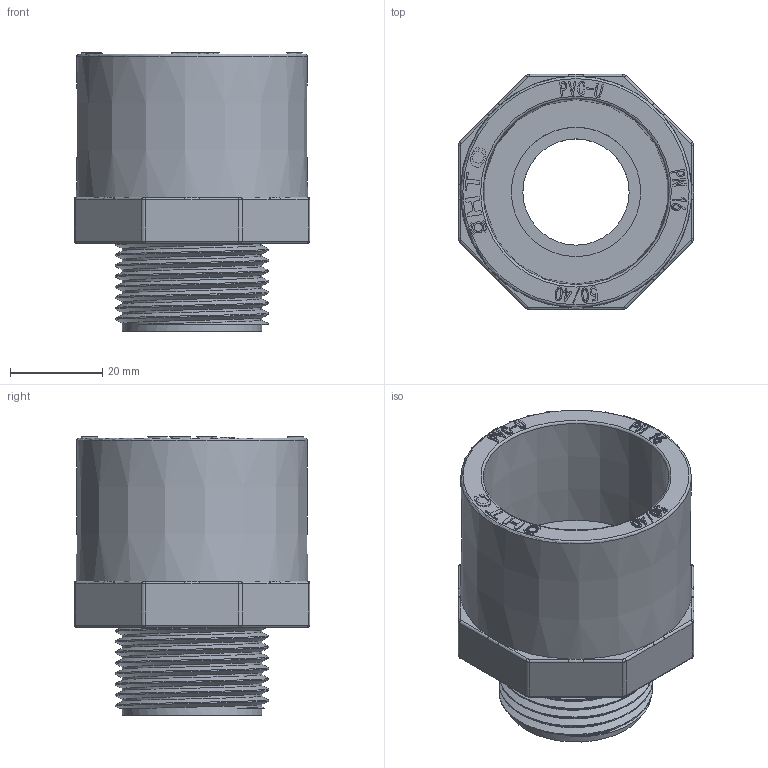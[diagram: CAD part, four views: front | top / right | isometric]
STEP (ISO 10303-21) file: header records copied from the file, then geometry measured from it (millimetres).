
FILE_DESCRIPTION(/* description */ (''),/* implementation_level */ '2;1');
FILE_NAME(/* name */ '40-50X1内外插外螺纹变接头.stp',/* time_stamp */ '2024-03-25T16:18:11+08:00',/* author */ (''),/* organization */ (''),/* preprocessor_version */ 'ST-DEVELOPER v16',/* originating_system */ 'SIEMENS PLM Software NX 10.0',/* authorisation */ '');
FILE_SCHEMA (('AUTOMOTIVE_DESIGN { 1 0 10303 214 3 1 1 1 }'));
Length unit declared in the file: millimetre
Products named in the file (1): gelv1410B640vnul
Bounding box: 51 x 51 x 60.3 mm (x, y, z)
Volume: 47647.4 mm3; surface area: 19326.6 mm2
Topology: 1 solids, 1 shells, 826 faces, 2331 edges, 1537 vertices
Faces by surface type: plane 736, cylinder 50, bspline 26, extrusion 9, torus 3, cone 2
Full cylindrical faces by diameter (mm): 1.821 x1, 2.428 x1, 23 x1, 28 x1, 30.291 x8
Entity records: 31080 total; most frequent: CARTESIAN_POINT 12730, ORIENTED_EDGE 4586, DIRECTION 2596, EDGE_CURVE 2293, VERTEX_POINT 1517, B_SPLINE_CURVE_WITH_KNOTS 1407, AXIS2_PLACEMENT_3D 908, EDGE_LOOP 860
